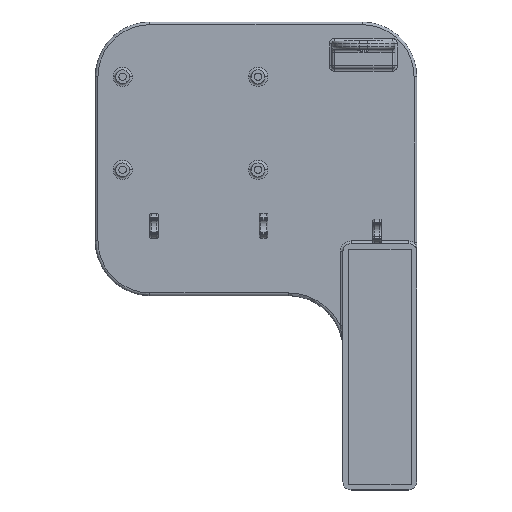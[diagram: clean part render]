
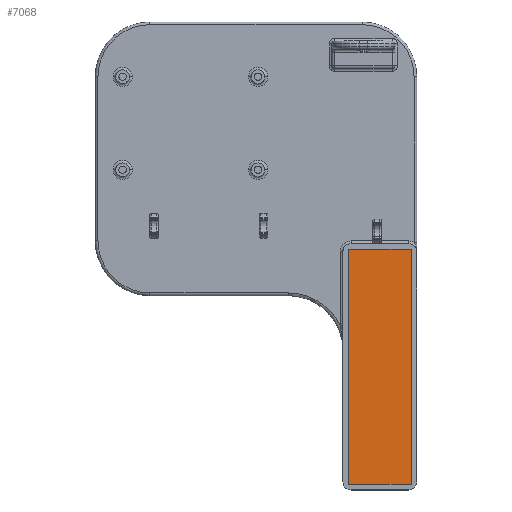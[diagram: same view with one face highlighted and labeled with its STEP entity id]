
A CAD part, top view. The second image highlights one B-rep face of the part: STEP entity #7068.
In plain terms, the highlighted planar face has unit normal (0, 0, 1).
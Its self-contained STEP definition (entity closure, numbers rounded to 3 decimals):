
#809 = VECTOR ( 'NONE', #3245, 1000. ) ;
#936 = DIRECTION ( 'NONE',  ( 1., 0., 0. ) ) ;
#946 = CARTESIAN_POINT ( 'NONE',  ( 40.5, -119., 3. ) ) ;
#1144 = LINE ( 'NONE', #3405, #4389 ) ;
#1364 = CARTESIAN_POINT ( 'NONE',  ( 0., -119., 3. ) ) ;
#1514 = LINE ( 'NONE', #2640, #4779 ) ;
#1578 = ORIENTED_EDGE ( 'NONE', *, *, #2294, .F. ) ;
#1583 = PLANE ( 'NONE',  #2274 ) ;
#1785 = VERTEX_POINT ( 'NONE', #946 ) ;
#2093 = LINE ( 'NONE', #2565, #809 ) ;
#2186 = EDGE_CURVE ( 'NONE', #3937, #1785, #6286, .T. ) ;
#2274 = AXIS2_PLACEMENT_3D ( 'NONE', #6631, #3158, #6081 ) ;
#2294 = EDGE_CURVE ( 'NONE', #4394, #3882, #1514, .T. ) ;
#2336 = EDGE_CURVE ( 'NONE', #4394, #3937, #2093, .T. ) ;
#2484 = EDGE_CURVE ( 'NONE', #3882, #1785, #1144, .T. ) ;
#2565 = CARTESIAN_POINT ( 'NONE',  ( 17.5, 0., 3. ) ) ;
#2640 = CARTESIAN_POINT ( 'NONE',  ( 0., -33., 3. ) ) ;
#3013 = DIRECTION ( 'NONE',  ( 1., 0., 0. ) ) ;
#3158 = DIRECTION ( 'NONE',  ( 0., 0., 1. ) ) ;
#3245 = DIRECTION ( 'NONE',  ( 0., -1., 0. ) ) ;
#3405 = CARTESIAN_POINT ( 'NONE',  ( 40.5, 0., 3. ) ) ;
#3750 = VECTOR ( 'NONE', #3013, 1000. ) ;
#3882 = VERTEX_POINT ( 'NONE', #4426 ) ;
#3937 = VERTEX_POINT ( 'NONE', #6645 ) ;
#4171 = ORIENTED_EDGE ( 'NONE', *, *, #2336, .T. ) ;
#4389 = VECTOR ( 'NONE', #4950, 1000. ) ;
#4394 = VERTEX_POINT ( 'NONE', #7166 ) ;
#4426 = CARTESIAN_POINT ( 'NONE',  ( 40.5, -33., 3. ) ) ;
#4779 = VECTOR ( 'NONE', #936, 1000. ) ;
#4938 = ORIENTED_EDGE ( 'NONE', *, *, #2484, .F. ) ;
#4948 = FACE_OUTER_BOUND ( 'NONE', #5837, .T. ) ;
#4950 = DIRECTION ( 'NONE',  ( 0., -1., 0. ) ) ;
#5837 = EDGE_LOOP ( 'NONE', ( #1578, #4171, #5851, #4938 ) ) ;
#5851 = ORIENTED_EDGE ( 'NONE', *, *, #2186, .T. ) ;
#6081 = DIRECTION ( 'NONE',  ( 1., 0., 0. ) ) ;
#6286 = LINE ( 'NONE', #1364, #3750 ) ;
#6631 = CARTESIAN_POINT ( 'NONE',  ( 0., 0., 3. ) ) ;
#6645 = CARTESIAN_POINT ( 'NONE',  ( 17.5, -119., 3. ) ) ;
#7068 = ADVANCED_FACE ( 'NONE', ( #4948 ), #1583, .T. ) ;
#7166 = CARTESIAN_POINT ( 'NONE',  ( 17.5, -33., 3. ) ) ;
